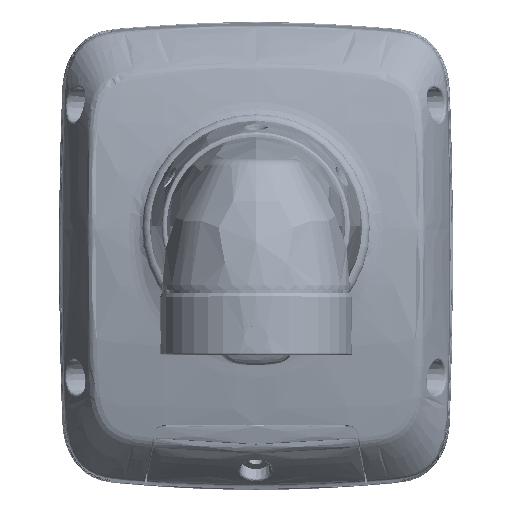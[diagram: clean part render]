
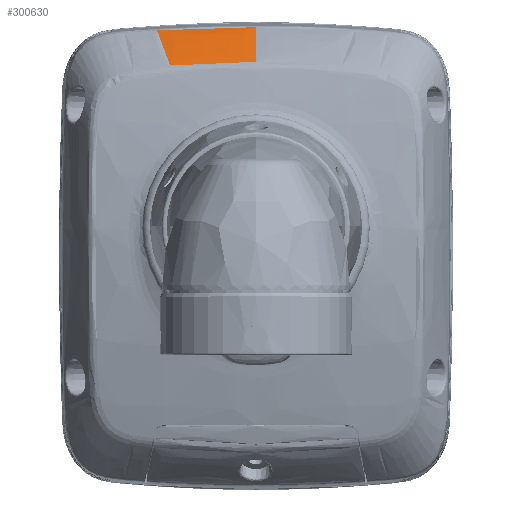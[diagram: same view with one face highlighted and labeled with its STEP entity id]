
A CAD part, top view. The second image highlights one B-rep face of the part: STEP entity #300630.
In plain terms, the highlighted free-form (B-spline) face has degree [5, 5] with [8, 6] control points.
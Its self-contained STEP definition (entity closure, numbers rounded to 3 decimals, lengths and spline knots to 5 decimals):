
#175113=CARTESIAN_POINT('',(-0.63895,1.21865,
-6.92574));
#175125=CARTESIAN_POINT('',(-0.73674,1.48131,
-7.27823));
#175127=CARTESIAN_POINT('',(-0.63895,1.21865,
-6.92574));
#175128=CARTESIAN_POINT('',(-0.64881,1.24805,
-6.95976));
#175129=CARTESIAN_POINT('',(-0.66666,1.30009,
-7.02211));
#175130=CARTESIAN_POINT('',(-0.69004,1.36459,
-7.10622));
#175131=CARTESIAN_POINT('',(-0.71239,1.42225,
-7.18842));
#175132=CARTESIAN_POINT('',(-0.72821,1.46078,
-7.24688));
#175133=CARTESIAN_POINT('',(-0.73674,1.48131,
-7.27823));
#176087=CARTESIAN_POINT('',(0.,1.50452,
-7.2781));
#176088=CARTESIAN_POINT('',(0.,1.42414,
-7.15569));
#176089=CARTESIAN_POINT('',(0.,1.34057,-7.04));
#176090=CARTESIAN_POINT('',(0.,1.24665,-6.9223));
#176092=CARTESIAN_POINT('',(0.,1.24665,-6.9223));
#176093=CARTESIAN_POINT('',(-0.04751,1.24666,
-6.9223));
#176094=CARTESIAN_POINT('',(-0.14399,1.24583,
-6.92234));
#176095=CARTESIAN_POINT('',(-0.30687,1.24128,
-6.92266));
#176096=CARTESIAN_POINT('',(-0.48454,1.23165,
-6.92371));
#176097=CARTESIAN_POINT('',(-0.58919,1.22322,
-6.92503));
#176098=CARTESIAN_POINT('',(-0.63895,1.21865,
-6.92574));
#176100=CARTESIAN_POINT('',(-0.73674,1.48131,
-7.27823));
#176101=CARTESIAN_POINT('',(-0.6596,1.48624,
-7.27817));
#176102=CARTESIAN_POINT('',(-0.50245,1.49469,
-7.27813));
#176103=CARTESIAN_POINT('',(-0.25476,1.50268,
-7.27809));
#176104=CARTESIAN_POINT('',(-0.08606,1.50452,
-7.27811));
#176105=CARTESIAN_POINT('',(0.,1.50452,
-7.2781));
#201234=VERTEX_POINT('',#175113);
#201308=VERTEX_POINT('',#175125);
#205057=VERTEX_POINT('',#176087);
#205058=VERTEX_POINT('',#176090);
#300574=CARTESIAN_POINT('',(-0.6362,1.19104,
-6.89483));
#300575=CARTESIAN_POINT('',(-0.66426,1.2758,
-6.9912));
#300576=CARTESIAN_POINT('',(-0.68596,1.33814,
-7.06797));
#300577=CARTESIAN_POINT('',(-0.70454,1.38819,
-7.13676));
#300578=CARTESIAN_POINT('',(-0.72387,1.43559,
-7.20895));
#300579=CARTESIAN_POINT('',(-0.74734,1.49208,
-7.29528));
#300580=CARTESIAN_POINT('',(-0.55665,1.19841,
-6.89347));
#300581=CARTESIAN_POINT('',(-0.58504,1.28047,
-6.98745));
#300582=CARTESIAN_POINT('',(-0.60772,1.34241,
-7.06465));
#300583=CARTESIAN_POINT('',(-0.62745,1.39317,
-7.13523));
#300584=CARTESIAN_POINT('',(-0.64791,1.44109,
-7.20905));
#300585=CARTESIAN_POINT('',(-0.67211,1.49685,
-7.29528));
#300586=CARTESIAN_POINT('',(-0.44983,1.20659,
-6.89203));
#300587=CARTESIAN_POINT('',(-0.47629,1.28457,
-6.98244));
#300588=CARTESIAN_POINT('',(-0.49803,1.34623,
-7.06026));
#300589=CARTESIAN_POINT('',(-0.51712,1.39853,
-7.13338));
#300590=CARTESIAN_POINT('',(-0.53689,1.44792,
-7.20942));
#300591=CARTESIAN_POINT('',(-0.5598,1.50307,
-7.29528));
#300592=CARTESIAN_POINT('',(-0.32407,1.21381,
-6.89083));
#300593=CARTESIAN_POINT('',(-0.3443,1.28645,
-6.97676));
#300594=CARTESIAN_POINT('',(-0.36122,1.34797,
-7.05536));
#300595=CARTESIAN_POINT('',(-0.37594,1.40274,
-7.13156));
#300596=CARTESIAN_POINT('',(-0.3913,1.45477,
-7.21012));
#300597=CARTESIAN_POINT('',(-0.40895,1.50963,
-7.29528));
#300598=CARTESIAN_POINT('',(-0.21239,1.21804,
-6.89015));
#300599=CARTESIAN_POINT('',(-0.22351,1.2862,
-6.97268));
#300600=CARTESIAN_POINT('',(-0.23271,1.3476,
-7.05192));
#300601=CARTESIAN_POINT('',(-0.24032,1.40449,
-7.13046));
#300602=CARTESIAN_POINT('',(-0.24845,1.45897,
-7.21081));
#300603=CARTESIAN_POINT('',(-0.258,1.51377,
-7.29528));
#300604=CARTESIAN_POINT('',(-0.09291,1.22014,
-6.88982));
#300605=CARTESIAN_POINT('',(-0.09654,1.286,
-6.97077));
#300606=CARTESIAN_POINT('',(-0.09943,1.34725,
-7.05034));
#300607=CARTESIAN_POINT('',(-0.10159,1.40511,
-7.12998));
#300608=CARTESIAN_POINT('',(-0.10401,1.46077,
-7.21116));
#300609=CARTESIAN_POINT('',(-0.10701,1.51551,
-7.29528));
#300610=CARTESIAN_POINT('',(-0.02815,1.2205,
-6.88976));
#300611=CARTESIAN_POINT('',(-0.02903,1.28598,
-6.97046));
#300612=CARTESIAN_POINT('',(-0.02971,1.3472,
-7.05008));
#300613=CARTESIAN_POINT('',(-0.03017,1.4052,
-7.12991));
#300614=CARTESIAN_POINT('',(-0.0307,1.46105,
-7.21121));
#300615=CARTESIAN_POINT('',(-0.0314,1.51577,
-7.29528));
#300616=CARTESIAN_POINT('',(0.00635,1.22047,
-6.88976));
#300617=CARTESIAN_POINT('',(0.00655,1.28598,
-6.97048));
#300618=CARTESIAN_POINT('',(0.00671,1.3472,
-7.0501));
#300619=CARTESIAN_POINT('',(0.00682,1.4052,
-7.12991));
#300620=CARTESIAN_POINT('',(0.00695,1.46103,
-7.21121));
#300621=CARTESIAN_POINT('',(0.00711,1.51575,
-7.29528));
#300622=B_SPLINE_SURFACE_WITH_KNOTS('',5,5,((#300574,#300575,#300576,#300577,
#300578,#300579),(#300580,#300581,#300582,#300583,#300584,#300585),(#300586,
#300587,#300588,#300589,#300590,#300591),(#300592,#300593,#300594,#300595,
#300596,#300597),(#300598,#300599,#300600,#300601,#300602,#300603),(#300604,
#300605,#300606,#300607,#300608,#300609),(#300610,#300611,#300612,#300613,
#300614,#300615),(#300616,#300617,#300618,#300619,#300620,#300621)),
.UNSPECIFIED.,.F.,.F.,.F.,(6,1,1,6),(6,6),(0.24108,0.62357,
0.81178,1.00722),(0.,1.),.UNSPECIFIED.);
#300624=ORIENTED_EDGE('',*,*,#300623,.T.);
#300625=ORIENTED_EDGE('',*,*,#294985,.T.);
#300626=ORIENTED_EDGE('',*,*,#298571,.T.);
#300627=ORIENTED_EDGE('',*,*,#250209,.T.);
#300628=EDGE_LOOP('',(#300624,#300625,#300626,#300627));
#300629=FACE_OUTER_BOUND('',#300628,.F.);
#300630=ADVANCED_FACE('',(#300629),#300622,.T.);
#175134=B_SPLINE_CURVE_WITH_KNOTS('',3,(#175127,#175128,#175129,#175130,#175131,
#175132,#175133),.UNSPECIFIED.,.F.,.F.,(4,1,1,1,4),(0.,0.25,0.5,0.75,
1.),.UNSPECIFIED.);
#176091=B_SPLINE_CURVE_WITH_KNOTS('',3,(#176087,#176088,#176089,#176090),
.UNSPECIFIED.,.F.,.F.,(4,4),(0.,1.),.UNSPECIFIED.);
#176099=B_SPLINE_CURVE_WITH_KNOTS('',3,(#176092,#176093,#176094,#176095,#176096,
#176097,#176098),.UNSPECIFIED.,.F.,.F.,(4,1,1,1,4),(0.,0.25,0.5,0.75,
1.),.UNSPECIFIED.);
#176106=B_SPLINE_CURVE_WITH_KNOTS('',3,(#176100,#176101,#176102,#176103,#176104,
#176105),.UNSPECIFIED.,.F.,.F.,(4,1,1,4),(0.,0.33333,
0.66667,1.),.UNSPECIFIED.);
#250209=EDGE_CURVE('',#201308,#205057,#176106,.T.);
#294985=EDGE_CURVE('',#205058,#201234,#176099,.T.);
#298571=EDGE_CURVE('',#201234,#201308,#175134,.T.);
#300623=EDGE_CURVE('',#205057,#205058,#176091,.T.);
